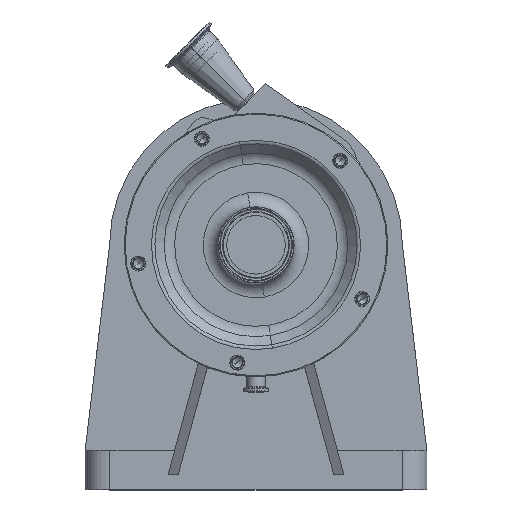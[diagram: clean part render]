
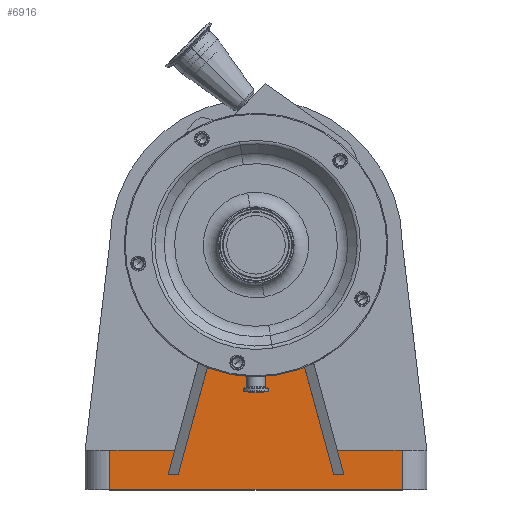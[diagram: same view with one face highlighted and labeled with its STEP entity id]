
A CAD part, top view. The second image highlights one B-rep face of the part: STEP entity #6916.
In plain terms, the highlighted planar face has unit normal (0, 0, 1).
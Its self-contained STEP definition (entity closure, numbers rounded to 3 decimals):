
#142 = CARTESIAN_POINT ( 'NONE',  ( 149.6, 0., -80. ) ) ;
#238 = LINE ( 'NONE', #1948, #4398 ) ;
#765 = CARTESIAN_POINT ( 'NONE',  ( 79.637, 15., -80. ) ) ;
#766 = CARTESIAN_POINT ( 'NONE',  ( -40.6, 158.613, -80. ) ) ;
#775 = ORIENTED_EDGE ( 'NONE', *, *, #1333, .T. ) ;
#898 = CARTESIAN_POINT ( 'NONE',  ( -149.6, 40., -80. ) ) ;
#910 = ORIENTED_EDGE ( 'NONE', *, *, #10501, .F. ) ;
#961 = DIRECTION ( 'NONE',  ( 1., 0., 0. ) ) ;
#1333 = EDGE_CURVE ( 'NONE', #2806, #1585, #2442, .T. ) ;
#1433 = CARTESIAN_POINT ( 'NONE',  ( 149.6, 40., -80. ) ) ;
#1569 = DIRECTION ( 'NONE',  ( 1., 0., 0. ) ) ;
#1585 = VERTEX_POINT ( 'NONE', #5827 ) ;
#1667 = DIRECTION ( 'NONE',  ( -0.262, 0.965, 0. ) ) ;
#1864 = VECTOR ( 'NONE', #5922, 1000. ) ;
#1898 = AXIS2_PLACEMENT_3D ( 'NONE', #7746, #5169, #8383 ) ;
#1948 = CARTESIAN_POINT ( 'NONE',  ( 0., 15., -80. ) ) ;
#2108 = VERTEX_POINT ( 'NONE', #6705 ) ;
#2157 = VERTEX_POINT ( 'NONE', #898 ) ;
#2165 = CARTESIAN_POINT ( 'NONE',  ( 40.6, 158.613, -80. ) ) ;
#2412 = CARTESIAN_POINT ( 'NONE',  ( 149.6, 40., -80. ) ) ;
#2442 = LINE ( 'NONE', #7619, #9238 ) ;
#2505 = CARTESIAN_POINT ( 'NONE',  ( -90., 15., -80. ) ) ;
#2806 = VERTEX_POINT ( 'NONE', #2505 ) ;
#2807 = CARTESIAN_POINT ( 'NONE',  ( 149.6, 0., -80. ) ) ;
#3033 = CARTESIAN_POINT ( 'NONE',  ( -149.6, 40., -80. ) ) ;
#3101 = VERTEX_POINT ( 'NONE', #5951 ) ;
#3220 = VECTOR ( 'NONE', #1569, 1000. ) ;
#3222 = EDGE_CURVE ( 'NONE', #3885, #4190, #4165, .T. ) ;
#3557 = DIRECTION ( 'NONE',  ( -0.262, -0.965, 0. ) ) ;
#3567 = EDGE_CURVE ( 'NONE', #2157, #1585, #6150, .T. ) ;
#3581 = CARTESIAN_POINT ( 'NONE',  ( -79.637, 15., -80. ) ) ;
#3666 = LINE ( 'NONE', #2807, #7353 ) ;
#3785 = LINE ( 'NONE', #3033, #5920 ) ;
#3885 = VERTEX_POINT ( 'NONE', #765 ) ;
#4100 = DIRECTION ( 'NONE',  ( 0., -1., 0. ) ) ;
#4154 = ORIENTED_EDGE ( 'NONE', *, *, #5970, .F. ) ;
#4165 = LINE ( 'NONE', #6003, #5024 ) ;
#4174 = PLANE ( 'NONE',  #8411 ) ;
#4190 = VERTEX_POINT ( 'NONE', #2165 ) ;
#4300 = VECTOR ( 'NONE', #961, 1000. ) ;
#4314 = VECTOR ( 'NONE', #10172, 1000. ) ;
#4398 = VECTOR ( 'NONE', #7846, 1000. ) ;
#4418 = LINE ( 'NONE', #10290, #10570 ) ;
#4756 = EDGE_CURVE ( 'NONE', #3885, #8928, #238, .T. ) ;
#4919 = ORIENTED_EDGE ( 'NONE', *, *, #9031, .T. ) ;
#5024 = VECTOR ( 'NONE', #1667, 1000. ) ;
#5052 = LINE ( 'NONE', #7407, #3220 ) ;
#5169 = DIRECTION ( 'NONE',  ( 0., 0., -1. ) ) ;
#5349 = ORIENTED_EDGE ( 'NONE', *, *, #7202, .T. ) ;
#5681 = ORIENTED_EDGE ( 'NONE', *, *, #4756, .F. ) ;
#5738 = CARTESIAN_POINT ( 'NONE',  ( 87.773, 23.194, -80. ) ) ;
#5827 = CARTESIAN_POINT ( 'NONE',  ( -83.204, 40., -80. ) ) ;
#5920 = VECTOR ( 'NONE', #6511, 1000. ) ;
#5922 = DIRECTION ( 'NONE',  ( 1., 0., 0. ) ) ;
#5951 = CARTESIAN_POINT ( 'NONE',  ( -149.6, 0., -80. ) ) ;
#5970 = EDGE_CURVE ( 'NONE', #2108, #9710, #11057, .T. ) ;
#6003 = CARTESIAN_POINT ( 'NONE',  ( 80.35, 12.377, -80. ) ) ;
#6127 = FACE_OUTER_BOUND ( 'NONE', #10965, .T. ) ;
#6150 = LINE ( 'NONE', #6924, #4300 ) ;
#6300 = DIRECTION ( 'NONE',  ( 1., 0., 0. ) ) ;
#6343 = ORIENTED_EDGE ( 'NONE', *, *, #10461, .T. ) ;
#6470 = EDGE_CURVE ( 'NONE', #9353, #10957, #4418, .T. ) ;
#6511 = DIRECTION ( 'NONE',  ( 0., -1., 0. ) ) ;
#6705 = CARTESIAN_POINT ( 'NONE',  ( 83.204, 40., -80. ) ) ;
#6916 = ADVANCED_FACE ( 'NONE', ( #6127 ), #4174, .F. ) ;
#6924 = CARTESIAN_POINT ( 'NONE',  ( 149.6, 40., -80. ) ) ;
#7202 = EDGE_CURVE ( 'NONE', #4190, #9353, #8060, .T. ) ;
#7353 = VECTOR ( 'NONE', #6300, 1000. ) ;
#7359 = EDGE_CURVE ( 'NONE', #2157, #3101, #3785, .T. ) ;
#7407 = CARTESIAN_POINT ( 'NONE',  ( -90., 15., -80. ) ) ;
#7597 = CARTESIAN_POINT ( 'NONE',  ( 149.6, 40., -80. ) ) ;
#7619 = CARTESIAN_POINT ( 'NONE',  ( -67.186, 98.928, -80. ) ) ;
#7746 = CARTESIAN_POINT ( 'NONE',  ( 0., 250., -80. ) ) ;
#7846 = DIRECTION ( 'NONE',  ( 1., 0., 0. ) ) ;
#8060 = CIRCLE ( 'NONE', #1898, 100. ) ;
#8344 = ORIENTED_EDGE ( 'NONE', *, *, #7359, .T. ) ;
#8383 = DIRECTION ( 'NONE',  ( -1., 0., 0. ) ) ;
#8411 = AXIS2_PLACEMENT_3D ( 'NONE', #8587, #8701, #10223 ) ;
#8501 = ORIENTED_EDGE ( 'NONE', *, *, #3567, .F. ) ;
#8587 = CARTESIAN_POINT ( 'NONE',  ( 149.6, 40., -80. ) ) ;
#8701 = DIRECTION ( 'NONE',  ( 0., 0., -1. ) ) ;
#8928 = VERTEX_POINT ( 'NONE', #9270 ) ;
#9031 = EDGE_CURVE ( 'NONE', #3101, #9518, #3666, .T. ) ;
#9229 = EDGE_CURVE ( 'NONE', #9710, #9518, #9365, .T. ) ;
#9238 = VECTOR ( 'NONE', #11083, 1000. ) ;
#9270 = CARTESIAN_POINT ( 'NONE',  ( 90., 15., -80. ) ) ;
#9353 = VERTEX_POINT ( 'NONE', #766 ) ;
#9365 = LINE ( 'NONE', #1433, #11164 ) ;
#9518 = VERTEX_POINT ( 'NONE', #142 ) ;
#9710 = VERTEX_POINT ( 'NONE', #7597 ) ;
#9833 = ORIENTED_EDGE ( 'NONE', *, *, #6470, .T. ) ;
#10172 = DIRECTION ( 'NONE',  ( 0.262, -0.965, 0. ) ) ;
#10223 = DIRECTION ( 'NONE',  ( -1., 0., 0. ) ) ;
#10289 = ORIENTED_EDGE ( 'NONE', *, *, #3222, .T. ) ;
#10290 = CARTESIAN_POINT ( 'NONE',  ( -40.6, 158.613, -80. ) ) ;
#10461 = EDGE_CURVE ( 'NONE', #2108, #8928, #10978, .T. ) ;
#10501 = EDGE_CURVE ( 'NONE', #2806, #10957, #5052, .T. ) ;
#10570 = VECTOR ( 'NONE', #3557, 1000. ) ;
#10616 = ORIENTED_EDGE ( 'NONE', *, *, #9229, .F. ) ;
#10957 = VERTEX_POINT ( 'NONE', #3581 ) ;
#10965 = EDGE_LOOP ( 'NONE', ( #9833, #910, #775, #8501, #8344, #4919, #10616, #4154, #6343, #5681, #10289, #5349 ) ) ;
#10978 = LINE ( 'NONE', #5738, #4314 ) ;
#11057 = LINE ( 'NONE', #2412, #1864 ) ;
#11083 = DIRECTION ( 'NONE',  ( 0.262, 0.965, 0. ) ) ;
#11164 = VECTOR ( 'NONE', #4100, 1000. ) ;
